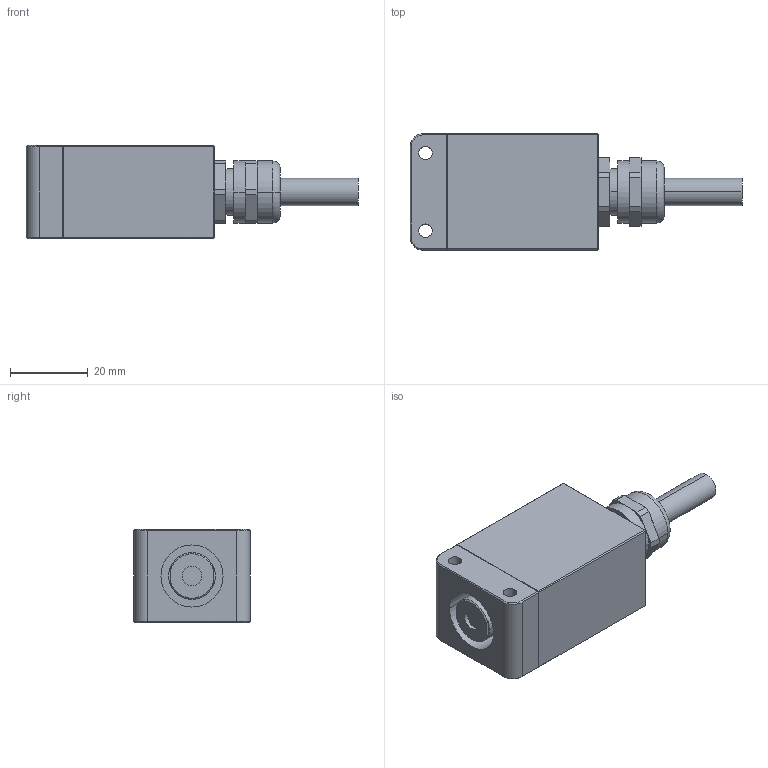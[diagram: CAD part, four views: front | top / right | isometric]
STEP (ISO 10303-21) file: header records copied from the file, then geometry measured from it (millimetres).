
FILE_DESCRIPTION(/* description */ ('VariCAD 2015-1.09 AP-214'),/* implementation_level */ '2;1');
FILE_NAME(/* name */ 'TMHX-C1.stp',/* time_stamp */ '2015-05-26T09:07:07+09:00',/* author */ (''),/* organization */ (''),/* preprocessor_version */ 'ST-DEVELOPER v14',/* originating_system */ 'VariCAD 2015-1.09; kernel version (20130303)',/* authorisation */ '');
FILE_SCHEMA (('AUTOMOTIVE_DESIGN'));
Length unit declared in the file: millimetre
Products named in the file (2): TMHX-C1
Assembly tree (1 placements, depth 2):
  TMHX-C1
    TMHX-C1
Bounding box: 85.5 x 30 x 24 mm (x, y, z)
Volume: 37600 mm3; surface area: 9328.3 mm2
Topology: 1 solids, 1 shells, 165 faces, 400 edges, 248 vertices
Faces by surface type: plane 101, cylinder 32, cone 26, torus 6
Entity records: 4912 total; most frequent: CARTESIAN_POINT 993, DIRECTION 814, ORIENTED_EDGE 792, EDGE_CURVE 396, AXIS2_PLACEMENT_3D 285, VERTEX_POINT 248, LINE 244, VECTOR 244
